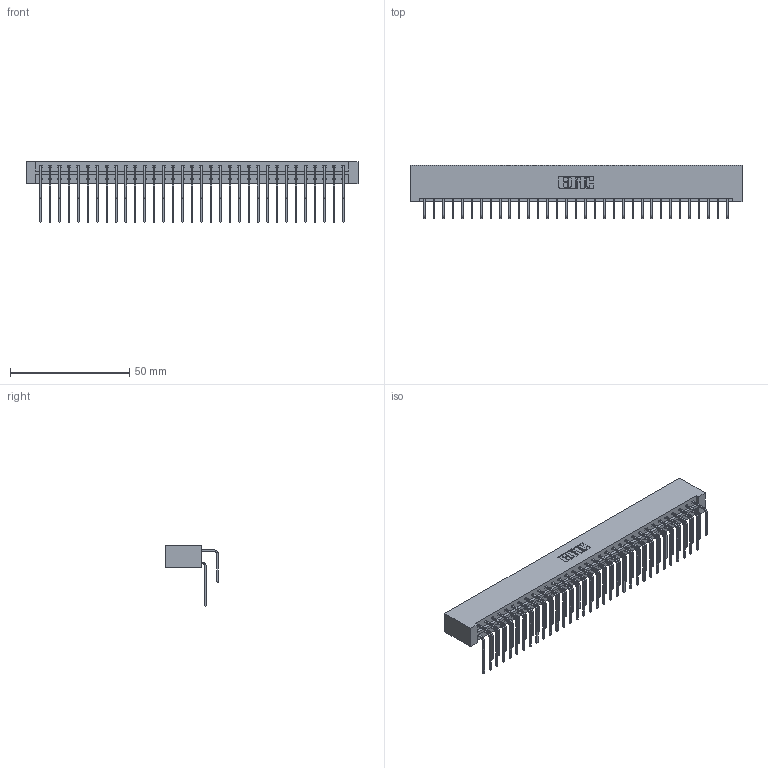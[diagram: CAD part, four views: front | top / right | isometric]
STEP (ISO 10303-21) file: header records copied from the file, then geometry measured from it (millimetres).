
FILE_DESCRIPTION (( 'STEP AP203' ), '1' );
FILE_NAME ('833-066-558-201.STEP', '2020-06-05T09:33:04', ( '' ), ( '' ), 'SwSTEP 2.0', 'SolidWorks 2020', '' );
FILE_SCHEMA (( 'CONFIG_CONTROL_DESIGN' ));
Length unit declared in the file: inch
Products named in the file (4): 833-066-558-201; 345-292-001_558 559 Tail - 1; 833 Part_Lugless; 345-292-001_558 Tail - 2
Assembly tree (67 placements, depth 2):
  833-066-558-201
    833 Part_Lugless
    345-292-001_558 559 Tail - 1  x33
    345-292-001_558 Tail - 2  x33
Bounding box: 139.01 x 22.17 x 25.53 mm (x, y, z)
Volume: 15121.4 mm3; surface area: 19701.3 mm2
Topology: 67 solids, 67 shells, 3670 faces, 10913 edges, 7186 vertices
Faces by surface type: plane 2574, cylinder 1096
Entity records: 23901 total; most frequent: CARTESIAN_POINT 4021, ORIENTED_EDGE 3906, DIRECTION 3425, EDGE_CURVE 1953, VECTOR 1793, LINE 1793, VERTEX_POINT 1298, AXIS2_PLACEMENT_3D 816
